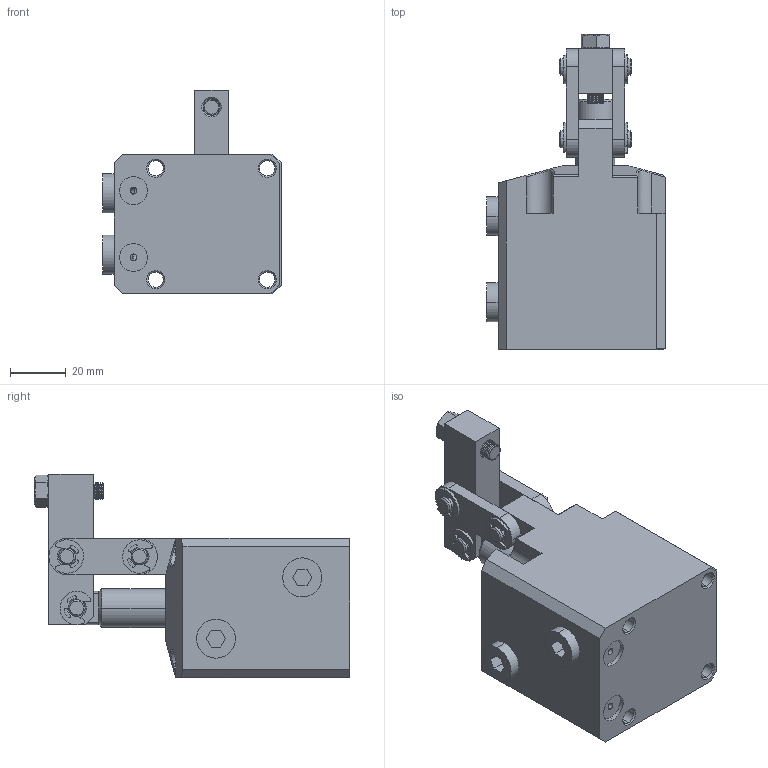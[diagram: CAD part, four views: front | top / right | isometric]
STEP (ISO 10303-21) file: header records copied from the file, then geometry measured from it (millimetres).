
FILE_DESCRIPTION (( 'STEP AP214' ), '1' );
FILE_NAME ('CBLU-30GR話裝宒蚐揤詰.STEP', '2019-04-22T07:31:35', ( '' ), ( '' ), 'SwSTEP 2.0', 'SolidWorks 2016', '' );
FILE_SCHEMA (( 'AUTOMOTIVE_DESIGN' ));
Length unit declared in the file: millimetre
Products named in the file (11): CBLU-30GR話裝宒蚐揤詰; 30揤啣; 30活塞杆_2_1; 30傻种粣; 囀鞠褒黑芛郔陔_1; e rings gb_GB_CONNECTING_PIECE_RINGS_HR 6_1; 酗种粣_1; hexagon socket head cap screws gb_GB_FASTENER_SCREWS_HSHCS M6X25-S_1; hex nuts, style 1-grades ab gb_GB_FASTENER_NUT_SNAB1 M6-N_1; 30蟀裝; 掛极CR_1_1
Assembly tree (18 placements, depth 2):
  CBLU-30GR話裝宒蚐揤詰
    掛极CR_1_1
    30蟀裝  x2
    hex nuts, style 1-grades ab gb_GB_FASTENER_NUT_SNAB1 M6-N_1
    hexagon socket head cap screws gb_GB_FASTENER_SCREWS_HSHCS M6X25-S_1
    酗种粣_1  x2
    e rings gb_GB_CONNECTING_PIECE_RINGS_HR 6_1  x6
    囀鞠褒黑芛郔陔_1  x2
    30傻种粣
    30活塞杆_2_1
    30揤啣
Bounding box: 64 x 113.2 x 73 mm (x, y, z)
Volume: 187334.7 mm3; surface area: 47415.9 mm2
Topology: 19 solids, 19 shells, 713 faces, 1737 edges, 1083 vertices
Faces by surface type: cylinder 278, cone 246, plane 179, bspline 10
Entity records: 17158 total; most frequent: CARTESIAN_POINT 3768, DIRECTION 2941, ORIENTED_EDGE 2572, EDGE_CURVE 1286, AXIS2_PLACEMENT_3D 1162, VERTEX_POINT 787, VECTOR 617, LINE 617
